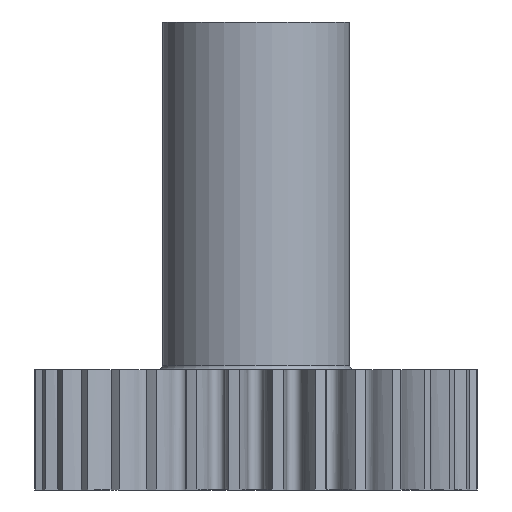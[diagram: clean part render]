
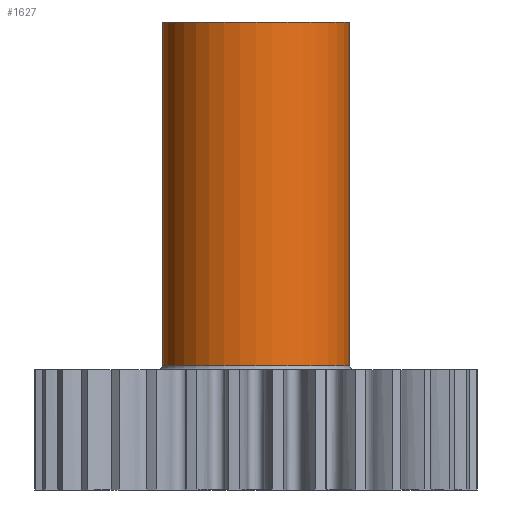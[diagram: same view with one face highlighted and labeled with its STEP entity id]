
A CAD part, front view. The second image highlights one B-rep face of the part: STEP entity #1627.
In plain terms, the highlighted cylindrical face has radius 3.5 mm (diameter 7 mm), a full revolution.
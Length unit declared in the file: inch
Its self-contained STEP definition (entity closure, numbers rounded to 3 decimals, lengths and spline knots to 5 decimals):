
#130=LINE('',#2374,#221);
#221=VECTOR('',#1941,0.1378);
#312=CYLINDRICAL_SURFACE('',#1753,0.1378);
#360=FACE_OUTER_BOUND('',#457,.T.);
#457=EDGE_LOOP('',(#1108,#1109,#1110,#1111,#1112,#1113));
#560=CIRCLE('',#1746,0.1378);
#561=CIRCLE('',#1747,0.1378);
#566=CIRCLE('',#1754,0.1378);
#567=CIRCLE('',#1755,0.1378);
#666=VERTEX_POINT('',#2357);
#667=VERTEX_POINT('',#2359);
#672=VERTEX_POINT('',#2373);
#673=VERTEX_POINT('',#2375);
#837=EDGE_CURVE('',#667,#666,#560,.T.);
#838=EDGE_CURVE('',#666,#667,#561,.T.);
#844=EDGE_CURVE('',#666,#672,#130,.T.);
#845=EDGE_CURVE('',#673,#672,#566,.T.);
#846=EDGE_CURVE('',#672,#673,#567,.T.);
#1108=ORIENTED_EDGE('',*,*,#837,.T.);
#1109=ORIENTED_EDGE('',*,*,#844,.T.);
#1110=ORIENTED_EDGE('',*,*,#845,.F.);
#1111=ORIENTED_EDGE('',*,*,#846,.F.);
#1112=ORIENTED_EDGE('',*,*,#844,.F.);
#1113=ORIENTED_EDGE('',*,*,#838,.T.);
#1627=ADVANCED_FACE('',(#360),#312,.T.);
#1746=AXIS2_PLACEMENT_3D('',#2360,#1924,#1925);
#1747=AXIS2_PLACEMENT_3D('',#2361,#1926,#1927);
#1753=AXIS2_PLACEMENT_3D('',#2372,#1939,#1940);
#1754=AXIS2_PLACEMENT_3D('',#2376,#1942,#1943);
#1755=AXIS2_PLACEMENT_3D('',#2377,#1944,#1945);
#1924=DIRECTION('center_axis',(0.,0.,1.));
#1925=DIRECTION('ref_axis',(-1.,0.,0.));
#1926=DIRECTION('center_axis',(0.,0.,1.));
#1927=DIRECTION('ref_axis',(-1.,0.,0.));
#1939=DIRECTION('center_axis',(0.,0.,-1.));
#1940=DIRECTION('ref_axis',(-1.,0.,0.));
#1941=DIRECTION('',(0.,0.,1.));
#1942=DIRECTION('center_axis',(0.,0.,1.));
#1943=DIRECTION('ref_axis',(1.,0.,0.));
#1944=DIRECTION('center_axis',(0.,0.,1.));
#1945=DIRECTION('ref_axis',(1.,0.,0.));
#2357=CARTESIAN_POINT('',(0.1378,0.,0.09449));
#2359=CARTESIAN_POINT('',(-0.1378,0.,0.09449));
#2360=CARTESIAN_POINT('Origin',(0.,0.,0.09449));
#2361=CARTESIAN_POINT('Origin',(0.,0.,0.09449));
#2372=CARTESIAN_POINT('Origin',(0.,0.,0.60039));
#2373=CARTESIAN_POINT('',(0.1378,0.,0.60039));
#2374=CARTESIAN_POINT('',(0.1378,0.,0.60039));
#2375=CARTESIAN_POINT('',(-0.1378,0.,0.60039));
#2376=CARTESIAN_POINT('Origin',(0.,0.,0.60039));
#2377=CARTESIAN_POINT('Origin',(0.,0.,0.60039));
